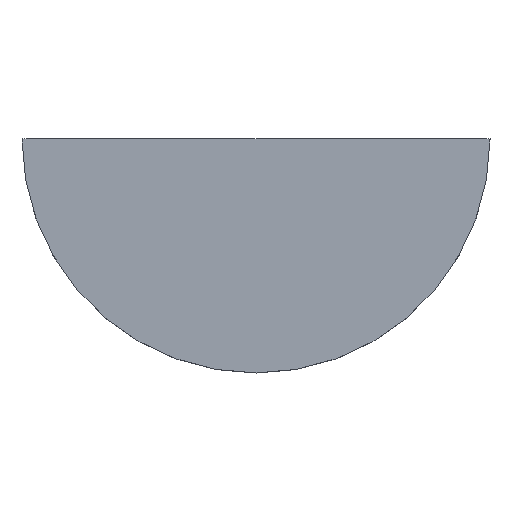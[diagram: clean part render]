
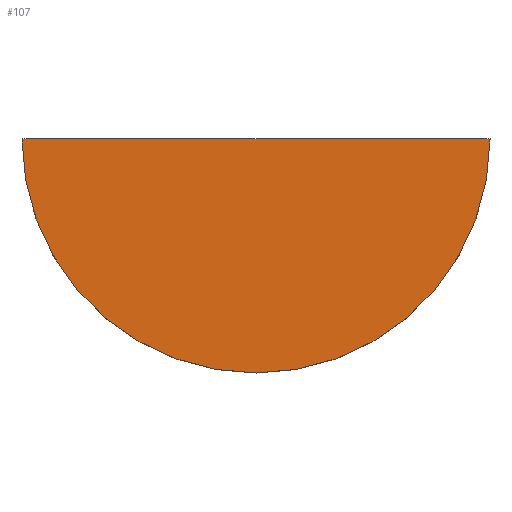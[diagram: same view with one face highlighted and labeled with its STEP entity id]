
A CAD part, top view. The second image highlights one B-rep face of the part: STEP entity #107.
In plain terms, the highlighted planar face has unit normal (0, 0, 1).
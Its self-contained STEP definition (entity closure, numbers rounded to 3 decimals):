
#23=FACE_OUTER_BOUND('',#30,.T.);
#30=EDGE_LOOP('',(#87,#88));
#36=CIRCLE('',#131,48.5);
#44=LINE('',#192,#52);
#52=VECTOR('',#163,10.);
#59=VERTEX_POINT('',#186);
#60=VERTEX_POINT('',#188);
#70=EDGE_CURVE('',#60,#59,#36,.T.);
#72=EDGE_CURVE('',#60,#59,#44,.T.);
#87=ORIENTED_EDGE('',*,*,#72,.F.);
#88=ORIENTED_EDGE('',*,*,#70,.T.);
#100=PLANE('',#132);
#107=ADVANCED_FACE('',(#23),#100,.T.);
#131=AXIS2_PLACEMENT_3D('',#189,#158,#159);
#132=AXIS2_PLACEMENT_3D('',#191,#161,#162);
#158=DIRECTION('center_axis',(0.,0.,1.));
#159=DIRECTION('ref_axis',(1.,0.,0.));
#161=DIRECTION('center_axis',(0.,0.,1.));
#162=DIRECTION('ref_axis',(1.,0.,0.));
#163=DIRECTION('',(1.,0.,0.));
#186=CARTESIAN_POINT('',(48.5,0.,13.));
#188=CARTESIAN_POINT('',(-48.5,0.,13.));
#189=CARTESIAN_POINT('Origin',(0.,0.,13.));
#191=CARTESIAN_POINT('Origin',(0.,0.,13.));
#192=CARTESIAN_POINT('',(0.,0.,13.));
